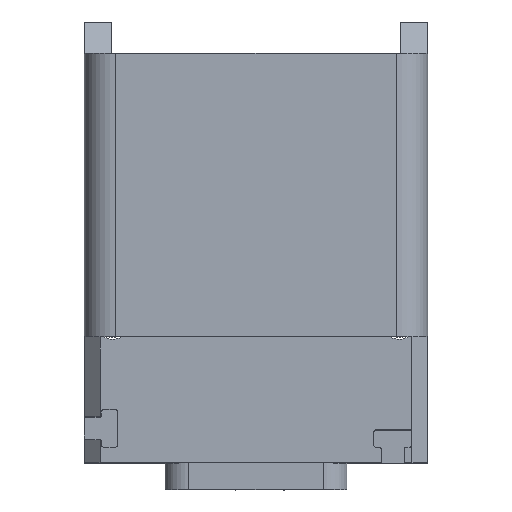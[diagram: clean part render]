
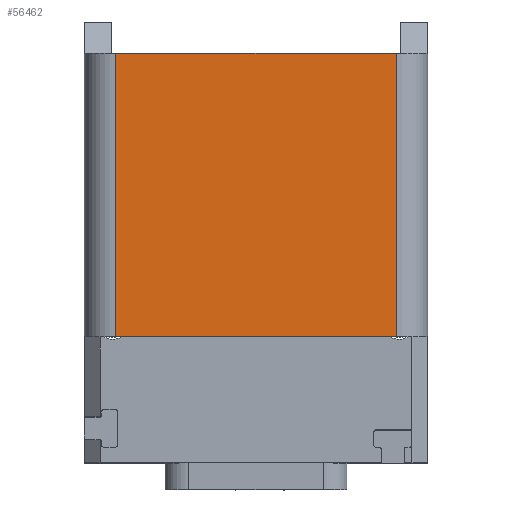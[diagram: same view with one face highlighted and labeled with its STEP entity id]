
A CAD part, top view. The second image highlights one B-rep face of the part: STEP entity #56462.
In plain terms, the highlighted planar face has unit normal (0, 0, 1).
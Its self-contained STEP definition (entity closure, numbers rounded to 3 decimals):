
#9483=DIRECTION('',(1.,0.,0.));
#9484=VECTOR('',#9483,17.8);
#9485=CARTESIAN_POINT('',(-8.9,1.65,15.85));
#9486=LINE('',#9485,#9484);
#9500=DIRECTION('',(0.,-1.,0.));
#9501=VECTOR('',#9500,18.);
#9502=CARTESIAN_POINT('',(8.9,19.65,15.85));
#9503=LINE('',#9502,#9501);
#9517=DIRECTION('',(1.,0.,0.));
#9518=VECTOR('',#9517,17.8);
#9519=CARTESIAN_POINT('',(-8.9,19.65,15.85));
#9520=LINE('',#9519,#9518);
#9521=DIRECTION('',(0.,1.,0.));
#9522=VECTOR('',#9521,18.);
#9523=CARTESIAN_POINT('',(-8.9,1.65,15.85));
#9524=LINE('',#9523,#9522);
#41385=CARTESIAN_POINT('',(-8.9,1.65,15.85));
#41386=CARTESIAN_POINT('',(8.9,1.65,15.85));
#41387=VERTEX_POINT('',#41385);
#41388=VERTEX_POINT('',#41386);
#41573=CARTESIAN_POINT('',(-8.9,19.65,15.85));
#41574=VERTEX_POINT('',#41573);
#41575=CARTESIAN_POINT('',(8.9,19.65,15.85));
#41576=VERTEX_POINT('',#41575);
#56449=CARTESIAN_POINT('',(-10.9,21.65,15.85));
#56450=DIRECTION('',(0.,0.,1.));
#56451=DIRECTION('',(0.,-1.,0.));
#56452=AXIS2_PLACEMENT_3D('',#56449,#56450,#56451);
#56453=PLANE('',#56452);
#56455=ORIENTED_EDGE('',*,*,#56454,.T.);
#56457=ORIENTED_EDGE('',*,*,#56456,.T.);
#56458=ORIENTED_EDGE('',*,*,#56438,.T.);
#56459=ORIENTED_EDGE('',*,*,#56410,.F.);
#56460=EDGE_LOOP('',(#56455,#56457,#56458,#56459));
#56461=FACE_OUTER_BOUND('',#56460,.F.);
#56462=ADVANCED_FACE('',(#56461),#56453,.T.);
#56410=EDGE_CURVE('',#41387,#41388,#9486,.T.);
#56438=EDGE_CURVE('',#41576,#41388,#9503,.T.);
#56454=EDGE_CURVE('',#41387,#41574,#9524,.T.);
#56456=EDGE_CURVE('',#41574,#41576,#9520,.T.);
